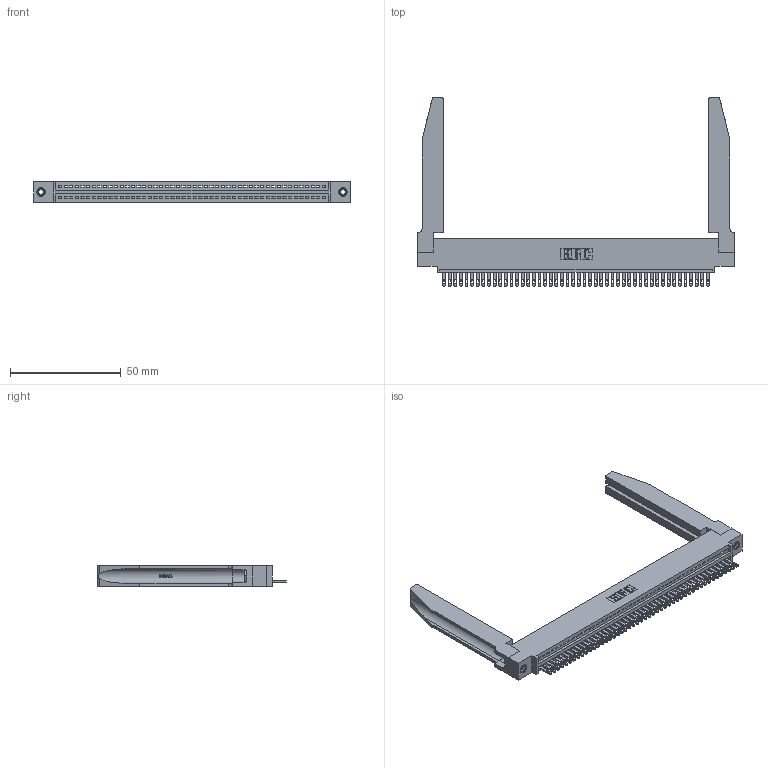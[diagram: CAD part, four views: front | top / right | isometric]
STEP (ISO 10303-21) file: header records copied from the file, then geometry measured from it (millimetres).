
FILE_DESCRIPTION (( 'STEP AP203' ), '1' );
FILE_NAME ('345-048-500-478.STEP', '2019-10-09T03:53:40', ( '' ), ( '' ), 'SwSTEP 2.0', 'SolidWorks 2016', '' );
FILE_SCHEMA (( 'CONFIG_CONTROL_DESIGN' ));
Length unit declared in the file: inch
Products named in the file (5): 345-250-001_345-250-001-102; 345-220-078_345-220-078; 345-292-001_345-293-100; 345-048-500-478; 345 Part_0.110 Offset - 0.156 Dia-TH
Assembly tree (53 placements, depth 2):
  345-048-500-478
    345 Part_0.110 Offset - 0.156 Dia-TH
    345-292-001_345-293-100  x48
    345-250-001_345-250-001-102  x2
    345-220-078_345-220-078  x2
Bounding box: 143.15 x 85.27 x 9.4 mm (x, y, z)
Volume: 21372.9 mm3; surface area: 25193.2 mm2
Topology: 53 solids, 53 shells, 2956 faces, 9025 edges, 6006 vertices
Faces by surface type: plane 1858, cylinder 1046, bspline 36, cone 12, torus 4
Entity records: 40120 total; most frequent: CARTESIAN_POINT 7847, ORIENTED_EDGE 6726, DIRECTION 5853, EDGE_CURVE 3363, LINE 2941, VECTOR 2941, VERTEX_POINT 2236, AXIS2_PLACEMENT_3D 1456
